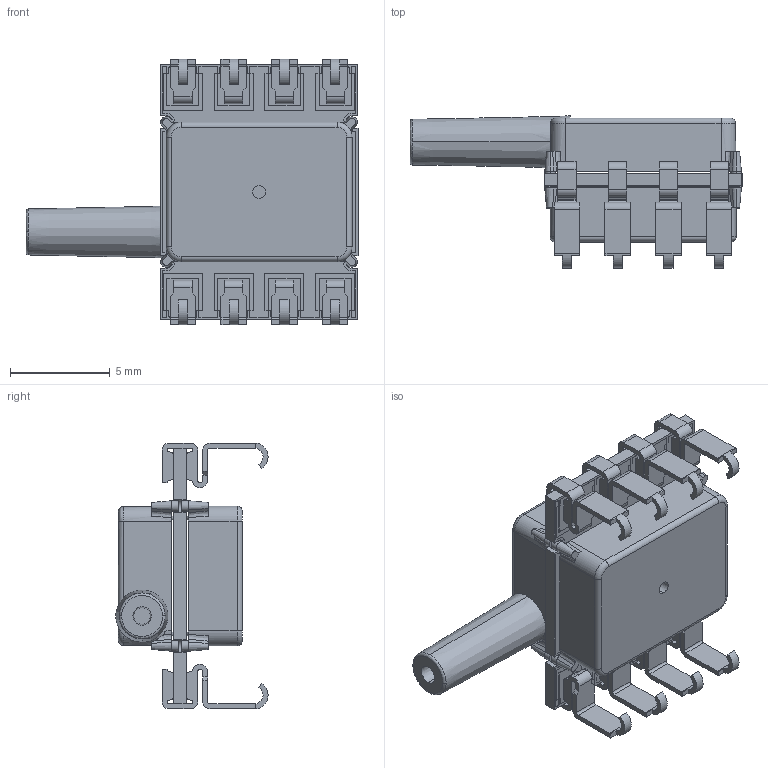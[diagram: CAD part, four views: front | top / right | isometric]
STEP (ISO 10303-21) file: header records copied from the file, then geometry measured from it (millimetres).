
FILE_DESCRIPTION (( 'STEP AP203' ), '1' );
FILE_NAME ('HJNJ.STEP', '2021-06-21T17:28:24', ( '' ), ( '' ), 'SwSTEP 2.0', 'SolidWorks 2010', '' );
FILE_SCHEMA (( 'CONFIG_CONTROL_DESIGN' ));
Length unit declared in the file: inch
Products named in the file (5): HJNJ; ceramic-DIP; AS01-06-010 SMT-J for ELV; AS01-01-044 Rev A; AS01-01-053 Rev B1
Assembly tree (11 placements, depth 2):
  HJNJ
    AS01-06-010 SMT-J for ELV  x8
    AS01-01-044 Rev A
    ceramic-DIP
    AS01-01-053 Rev B1
Bounding box: 16.61 x 7.61 x 13.3 mm (x, y, z)
Volume: 413.3 mm3; surface area: 1458.8 mm2
Topology: 14 solids, 15 shells, 906 faces, 2485 edges, 1639 vertices
Faces by surface type: plane 593, cylinder 226, cone 35, bspline 27, torus 25
Entity records: 19199 total; most frequent: CARTESIAN_POINT 4408, ORIENTED_EDGE 2996, DIRECTION 2844, EDGE_CURVE 1498, LINE 1034, VECTOR 1034, VERTEX_POINT 981, AXIS2_PLACEMENT_3D 905
